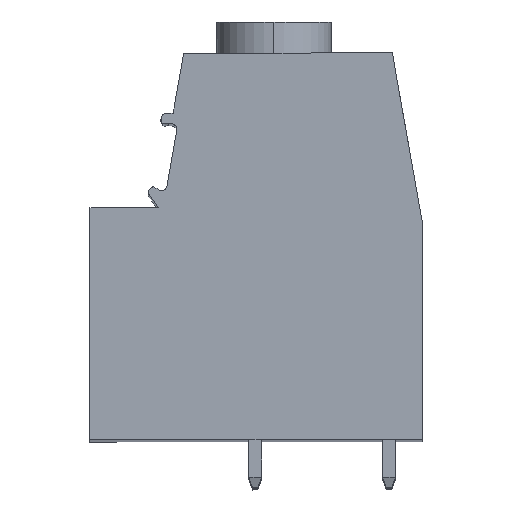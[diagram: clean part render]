
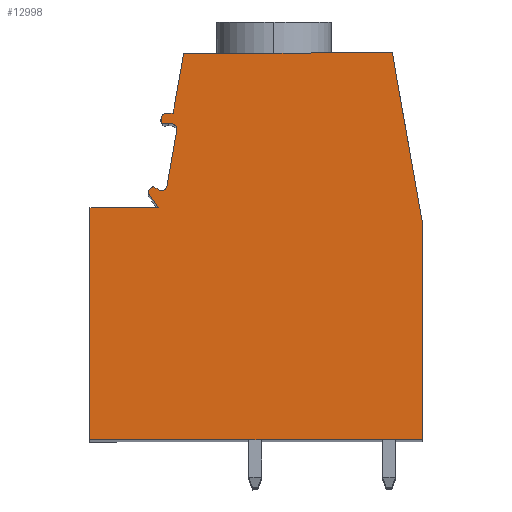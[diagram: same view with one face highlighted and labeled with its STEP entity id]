
A CAD part, top view. The second image highlights one B-rep face of the part: STEP entity #12998.
In plain terms, the highlighted planar face has unit normal (0, 0, 1).
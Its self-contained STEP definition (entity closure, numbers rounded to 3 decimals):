
#3602=DIRECTION('',(-1.,0.,0.));
#3603=VECTOR('',#3602,0.6);
#3604=CARTESIAN_POINT('',(-9.708,14.795,112.5));
#3605=LINE('',#3604,#3603);
#3606=DIRECTION('',(-0.174,-0.985,0.));
#3607=VECTOR('',#3606,5.687);
#3608=CARTESIAN_POINT('',(-8.72,20.396,112.5));
#3609=LINE('',#3608,#3607);
#3610=DIRECTION('',(-1.,-0.001,0.));
#3611=VECTOR('',#3610,19.48);
#3612=CARTESIAN_POINT('',(10.76,20.41,112.5));
#3613=LINE('',#3612,#3611);
#3614=DIRECTION('',(-0.174,0.985,0.));
#3615=VECTOR('',#3614,15.891);
#3616=CARTESIAN_POINT('',(13.53,4.762,112.5));
#3617=LINE('',#3616,#3615);
#3618=DIRECTION('',(0.,1.,0.));
#3619=VECTOR('',#3618,20.45);
#3620=CARTESIAN_POINT('',(13.53,-15.688,112.5));
#3621=LINE('',#3620,#3619);
#3622=DIRECTION('',(1.,0.001,0.));
#3623=VECTOR('',#3622,31.);
#3624=CARTESIAN_POINT('',(-17.47,-15.71,112.5));
#3625=LINE('',#3624,#3623);
#3626=DIRECTION('',(0.,-1.,0.));
#3627=VECTOR('',#3626,21.65);
#3628=CARTESIAN_POINT('',(-17.47,5.94,112.5));
#3629=LINE('',#3628,#3627);
#3630=DIRECTION('',(-1.,0.,0.));
#3631=VECTOR('',#3630,6.38);
#3632=CARTESIAN_POINT('',(-11.09,5.94,112.5));
#3633=LINE('',#3632,#3631);
#3634=DIRECTION('',(0.577,-0.817,0.));
#3635=VECTOR('',#3634,1.51);
#3636=CARTESIAN_POINT('',(-11.961,7.174,112.5));
#3637=LINE('',#3636,#3635);
#3638=CARTESIAN_POINT('',(-11.634,7.404,112.5));
#3639=DIRECTION('',(0.,0.,1.));
#3640=DIRECTION('',(-0.536,0.844,0.));
#3641=AXIS2_PLACEMENT_3D('',#3638,#3639,#3640);
#3643=DIRECTION('',(-0.844,-0.536,0.));
#3644=VECTOR('',#3643,0.245);
#3645=CARTESIAN_POINT('',(-11.642,7.873,112.5));
#3646=LINE('',#3645,#3644);
#3647=CARTESIAN_POINT('',(-11.535,7.704,112.5));
#3648=DIRECTION('',(0.,0.,1.));
#3649=DIRECTION('',(0.56,0.829,0.));
#3650=AXIS2_PLACEMENT_3D('',#3647,#3648,#3649);
#3652=DIRECTION('',(-0.829,0.56,0.));
#3653=VECTOR('',#3652,0.514);
#3654=CARTESIAN_POINT('',(-10.997,7.583,112.5));
#3655=LINE('',#3654,#3653);
#3656=DIRECTION('',(-0.989,0.148,0.));
#3657=VECTOR('',#3656,0.14);
#3658=CARTESIAN_POINT('',(-10.859,7.562,112.5));
#3659=LINE('',#3658,#3657);
#3660=CARTESIAN_POINT('',(-10.785,8.056,112.5));
#3661=DIRECTION('',(0.,0.,-1.));
#3662=DIRECTION('',(0.985,-0.174,0.));
#3663=AXIS2_PLACEMENT_3D('',#3660,#3661,#3662);
#3665=DIRECTION('',(-0.174,-0.985,0.));
#3666=VECTOR('',#3665,5.32);
#3667=CARTESIAN_POINT('',(-9.368,13.209,112.5));
#3668=LINE('',#3667,#3666);
#3669=CARTESIAN_POINT('',(-9.861,13.295,112.5));
#3670=DIRECTION('',(0.,0.,-1.));
#3671=DIRECTION('',(0.182,0.983,0.));
#3672=AXIS2_PLACEMENT_3D('',#3669,#3670,#3671);
#3674=DIRECTION('',(0.983,-0.182,0.));
#3675=VECTOR('',#3674,0.412);
#3676=CARTESIAN_POINT('',(-10.175,13.862,112.5));
#3677=LINE('',#3676,#3675);
#3678=DIRECTION('',(0.97,0.243,0.));
#3679=VECTOR('',#3678,0.292);
#3680=CARTESIAN_POINT('',(-10.458,13.791,112.5));
#3681=LINE('',#3680,#3679);
#3682=CARTESIAN_POINT('',(-10.506,13.985,112.5));
#3683=DIRECTION('',(0.,0.,1.));
#3684=DIRECTION('',(-0.792,-0.61,0.));
#3685=AXIS2_PLACEMENT_3D('',#3682,#3683,#3684);
#3687=DIRECTION('',(0.61,-0.792,0.));
#3688=VECTOR('',#3687,0.188);
#3689=CARTESIAN_POINT('',(-10.78,14.012,112.5));
#3690=LINE('',#3689,#3688);
#3691=CARTESIAN_POINT('',(-10.542,14.195,112.5));
#3692=DIRECTION('',(0.,0.,1.));
#3693=DIRECTION('',(-0.966,0.259,0.));
#3694=AXIS2_PLACEMENT_3D('',#3691,#3692,#3693);
#3696=DIRECTION('',(-0.259,-0.966,0.));
#3697=VECTOR('',#3696,0.157);
#3698=CARTESIAN_POINT('',(-10.791,14.425,112.5));
#3699=LINE('',#3698,#3697);
#3700=CARTESIAN_POINT('',(-10.308,14.295,112.5));
#3701=DIRECTION('',(0.,0.,1.));
#3702=DIRECTION('',(0.,1.,0.));
#3703=AXIS2_PLACEMENT_3D('',#3700,#3701,#3702);
#6475=CARTESIAN_POINT('',(-9.708,14.795,112.5));
#6476=CARTESIAN_POINT('',(-10.308,14.795,112.5));
#6477=VERTEX_POINT('',#6475);
#6478=VERTEX_POINT('',#6476);
#6479=CARTESIAN_POINT('',(-10.791,14.425,112.5));
#6480=VERTEX_POINT('',#6479);
#6481=CARTESIAN_POINT('',(-10.832,14.273,112.5));
#6482=VERTEX_POINT('',#6481);
#6483=CARTESIAN_POINT('',(-10.78,14.012,112.5));
#6484=VERTEX_POINT('',#6483);
#6485=CARTESIAN_POINT('',(-10.665,13.863,112.5));
#6486=VERTEX_POINT('',#6485);
#6487=CARTESIAN_POINT('',(-10.458,13.791,112.5));
#6488=VERTEX_POINT('',#6487);
#6489=CARTESIAN_POINT('',(-10.175,13.862,112.5));
#6490=VERTEX_POINT('',#6489);
#6491=CARTESIAN_POINT('',(-9.77,13.787,112.5));
#6492=VERTEX_POINT('',#6491);
#6493=CARTESIAN_POINT('',(-9.368,13.209,112.5));
#6494=VERTEX_POINT('',#6493);
#6495=CARTESIAN_POINT('',(-10.292,7.969,112.5));
#6496=VERTEX_POINT('',#6495);
#6497=CARTESIAN_POINT('',(-10.859,7.562,112.5));
#6498=VERTEX_POINT('',#6497);
#6499=CARTESIAN_POINT('',(-10.997,7.583,112.5));
#6500=VERTEX_POINT('',#6499);
#6501=CARTESIAN_POINT('',(-11.423,7.87,112.5));
#6502=VERTEX_POINT('',#6501);
#6503=CARTESIAN_POINT('',(-11.642,7.873,112.5));
#6504=VERTEX_POINT('',#6503);
#6505=CARTESIAN_POINT('',(-11.848,7.742,112.5));
#6506=VERTEX_POINT('',#6505);
#6507=CARTESIAN_POINT('',(-11.961,7.174,112.5));
#6508=VERTEX_POINT('',#6507);
#6509=CARTESIAN_POINT('',(-11.09,5.94,112.5));
#6510=VERTEX_POINT('',#6509);
#6511=CARTESIAN_POINT('',(-17.47,5.94,112.5));
#6512=VERTEX_POINT('',#6511);
#6513=CARTESIAN_POINT('',(-17.47,-15.71,112.5));
#6514=VERTEX_POINT('',#6513);
#6515=CARTESIAN_POINT('',(13.53,-15.688,112.5));
#6516=VERTEX_POINT('',#6515);
#6517=CARTESIAN_POINT('',(13.53,4.762,112.5));
#6518=VERTEX_POINT('',#6517);
#6519=CARTESIAN_POINT('',(10.76,20.41,112.5));
#6520=VERTEX_POINT('',#6519);
#6521=CARTESIAN_POINT('',(-8.72,20.396,112.5));
#6522=VERTEX_POINT('',#6521);
#12967=CARTESIAN_POINT('',(0.,0.,112.5));
#12968=DIRECTION('',(0.,0.,1.));
#12969=DIRECTION('',(1.,0.,0.));
#12970=AXIS2_PLACEMENT_3D('',#12967,#12968,#12969);
#12971=PLANE('',#12970);
#12972=ORIENTED_EDGE('',*,*,#8443,.F.);
#12973=ORIENTED_EDGE('',*,*,#8458,.F.);
#12974=ORIENTED_EDGE('',*,*,#8473,.F.);
#12975=ORIENTED_EDGE('',*,*,#11517,.F.);
#12976=ORIENTED_EDGE('',*,*,#11602,.F.);
#12977=ORIENTED_EDGE('',*,*,#12310,.F.);
#12978=ORIENTED_EDGE('',*,*,#12644,.F.);
#12979=ORIENTED_EDGE('',*,*,#12738,.F.);
#12980=ORIENTED_EDGE('',*,*,#12752,.F.);
#12981=ORIENTED_EDGE('',*,*,#12766,.F.);
#12982=ORIENTED_EDGE('',*,*,#12780,.F.);
#12983=ORIENTED_EDGE('',*,*,#12794,.F.);
#12984=ORIENTED_EDGE('',*,*,#12808,.F.);
#12985=ORIENTED_EDGE('',*,*,#12822,.F.);
#12986=ORIENTED_EDGE('',*,*,#12836,.F.);
#12987=ORIENTED_EDGE('',*,*,#12850,.F.);
#12988=ORIENTED_EDGE('',*,*,#12864,.F.);
#12989=ORIENTED_EDGE('',*,*,#12878,.F.);
#12990=ORIENTED_EDGE('',*,*,#12892,.F.);
#12991=ORIENTED_EDGE('',*,*,#12906,.F.);
#12992=ORIENTED_EDGE('',*,*,#12920,.F.);
#12993=ORIENTED_EDGE('',*,*,#12934,.F.);
#12994=ORIENTED_EDGE('',*,*,#12948,.F.);
#12995=ORIENTED_EDGE('',*,*,#12961,.F.);
#12996=EDGE_LOOP('',(#12972,#12973,#12974,#12975,#12976,#12977,#12978,#12979,
#12980,#12981,#12982,#12983,#12984,#12985,#12986,#12987,#12988,#12989,#12990,
#12991,#12992,#12993,#12994,#12995));
#12997=FACE_OUTER_BOUND('',#12996,.F.);
#3642=CIRCLE('',#3641,0.4);
#3651=CIRCLE('',#3650,0.2);
#3664=CIRCLE('',#3663,0.5);
#3673=CIRCLE('',#3672,0.5);
#3686=CIRCLE('',#3685,0.2);
#3695=CIRCLE('',#3694,0.3);
#3704=CIRCLE('',#3703,0.5);
#8443=EDGE_CURVE('',#6477,#6478,#3605,.T.);
#8458=EDGE_CURVE('',#6522,#6477,#3609,.T.);
#8473=EDGE_CURVE('',#6520,#6522,#3613,.T.);
#11517=EDGE_CURVE('',#6518,#6520,#3617,.T.);
#11602=EDGE_CURVE('',#6516,#6518,#3621,.T.);
#12310=EDGE_CURVE('',#6514,#6516,#3625,.T.);
#12644=EDGE_CURVE('',#6512,#6514,#3629,.T.);
#12738=EDGE_CURVE('',#6510,#6512,#3633,.T.);
#12752=EDGE_CURVE('',#6508,#6510,#3637,.T.);
#12766=EDGE_CURVE('',#6506,#6508,#3642,.T.);
#12780=EDGE_CURVE('',#6504,#6506,#3646,.T.);
#12794=EDGE_CURVE('',#6502,#6504,#3651,.T.);
#12808=EDGE_CURVE('',#6500,#6502,#3655,.T.);
#12822=EDGE_CURVE('',#6498,#6500,#3659,.T.);
#12836=EDGE_CURVE('',#6496,#6498,#3664,.T.);
#12850=EDGE_CURVE('',#6494,#6496,#3668,.T.);
#12864=EDGE_CURVE('',#6492,#6494,#3673,.T.);
#12878=EDGE_CURVE('',#6490,#6492,#3677,.T.);
#12892=EDGE_CURVE('',#6488,#6490,#3681,.T.);
#12906=EDGE_CURVE('',#6486,#6488,#3686,.T.);
#12920=EDGE_CURVE('',#6484,#6486,#3690,.T.);
#12934=EDGE_CURVE('',#6482,#6484,#3695,.T.);
#12948=EDGE_CURVE('',#6480,#6482,#3699,.T.);
#12961=EDGE_CURVE('',#6478,#6480,#3704,.T.);
#12998=ADVANCED_FACE('',(#12997),#12971,.T.);
